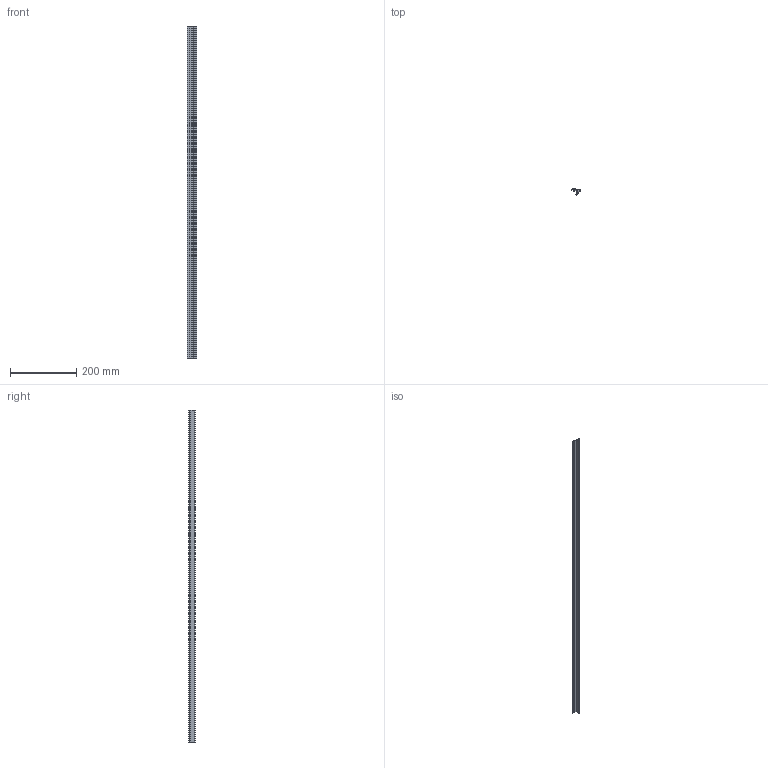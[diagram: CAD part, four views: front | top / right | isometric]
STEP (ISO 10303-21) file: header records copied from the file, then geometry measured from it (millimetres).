
FILE_DESCRIPTION(('STEP AP203'),'1');
FILE_NAME('SAFE08E4597.stp','2023-10-11T10:06:34',(' '),(' '),'Spatial InterOp 3D',' ',' ');
FILE_SCHEMA(('CONFIG_CONTROL_DESIGN'));
Length unit declared in the file: millimetre
Products named in the file (1): Profilé maintien de vitre 8 4-6 mm, gris
Bounding box: 28.14 x 18.89 x 1000 mm (x, y, z)
Volume: 146185.8 mm3; surface area: 115354.2 mm2
Topology: 1 solids, 1 shells, 43 faces, 123 edges, 82 vertices
Faces by surface type: cylinder 25, plane 18
Entity records: 1591 total; most frequent: DIRECTION 261, CARTESIAN_POINT 249, ORIENTED_EDGE 246, EDGE_CURVE 123, AXIS2_PLACEMENT_3D 94, VERTEX_POINT 82, LINE 73, VECTOR 73
